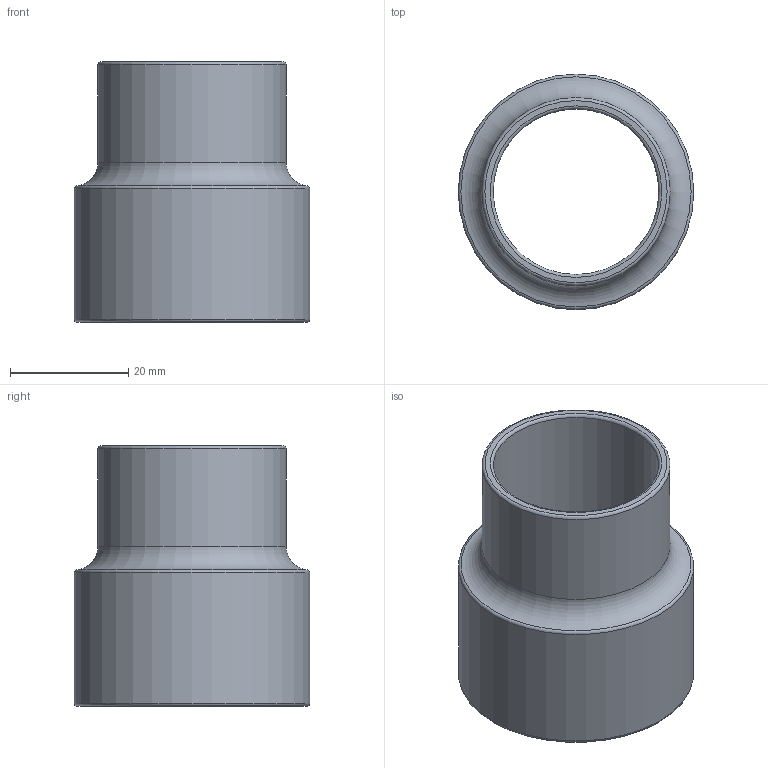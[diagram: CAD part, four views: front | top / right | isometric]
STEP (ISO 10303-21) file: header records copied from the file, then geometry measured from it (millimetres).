
FILE_DESCRIPTION(/* description */ (''),/* implementation_level */ '2;1');
FILE_NAME(/* name */ 'passe-coque_citerne v13.step',/* time_stamp */ '2025-06-23T19:06:14+02:00',/* author */ (''),/* organization */ (''),/* preprocessor_version */ 'ST-DEVELOPER v20.1',/* originating_system */ 'Autodesk Translation Framework v14.10.0.0',/* authorisation */ '');
FILE_SCHEMA (('AUTOMOTIVE_DESIGN { 1 0 10303 214 3 1 1 }'));
Length unit declared in the file: millimetre
Products named in the file (1): passe-coque_citerne
Bounding box: 39.8 x 39.8 x 44 mm (x, y, z)
Volume: 10458.3 mm3; surface area: 10148 mm2
Topology: 1 solids, 1 shells, 13 faces, 30 edges, 19 vertices
Faces by surface type: torus 7, cylinder 4, plane 2
Full cylindrical faces by diameter (mm): 28 x1, 31.8 x1, 36 x1, 39.8 x1
Entity records: 423 total; most frequent: DIRECTION 84, CARTESIAN_POINT 63, ORIENTED_EDGE 60, AXIS2_PLACEMENT_3D 40, EDGE_CURVE 30, CIRCLE 26, VERTEX_POINT 19, EDGE_LOOP 15
